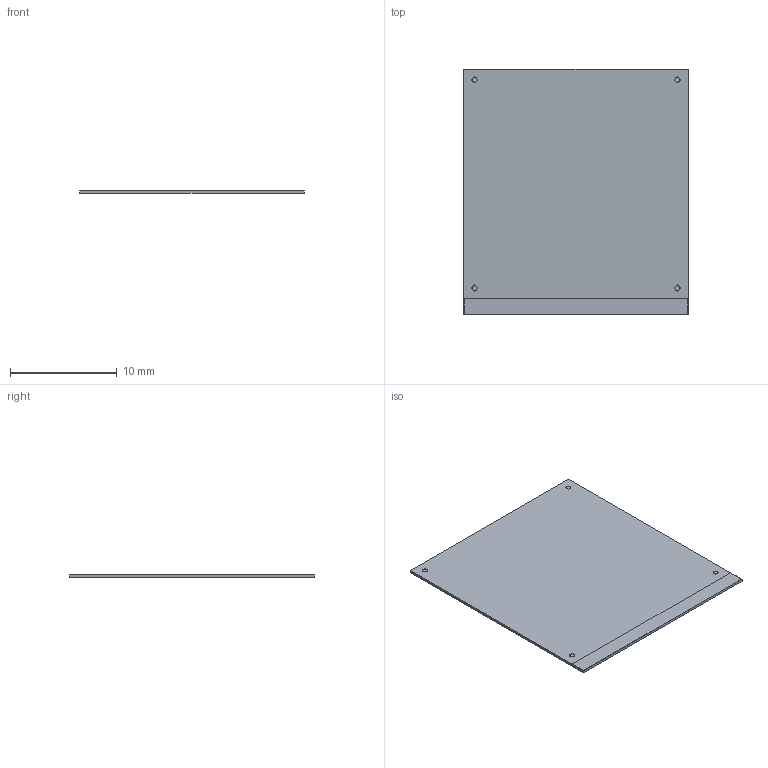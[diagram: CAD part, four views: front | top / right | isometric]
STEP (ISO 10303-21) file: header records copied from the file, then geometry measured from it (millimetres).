
FILE_DESCRIPTION(('FreeCAD Model'),'2;1');
FILE_NAME('Open CASCADE Shape Model','2022-07-27T11:47:33',( 'Caleb Fangmeier'),('UNL'),'Open CASCADE STEP processor 7.6', 'FreeCAD','Unknown');
FILE_SCHEMA(('AUTOMOTIVE_DESIGN { 1 0 10303 214 1 1 1 1 }'));
Length unit declared in the file: millimetre
Products named in the file (7): etl_etroc_mockup_v1p1; Board_Geoms_82e8; Local_CS_82e8; Pcb_82e8; PCB_Sketch_82e8; topPads_82e8; topZones_82e8
Assembly tree (6 placements, depth 3):
  etl_etroc_mockup_v1p1
    Board_Geoms_82e8
      Local_CS_82e8
      Pcb_82e8
      PCB_Sketch_82e8
      topPads_82e8
      topZones_82e8
Bounding box: 21 x 23 x 0.27 mm (x, y, z)
Volume: 120.8 mm3; surface area: 1019.6 mm2
Topology: 1 solids, 6 shells, 11 faces, 100 edges, 100 vertices
Faces by surface type: plane 11
Entity records: 1158 total; most frequent: CARTESIAN_POINT 218, DIRECTION 188, ORIENTED_EDGE 108, EDGE_CURVE 96, VERTEX_POINT 92, AXIS2_PLACEMENT_3D 70, CIRCLE 52, LINE 48
